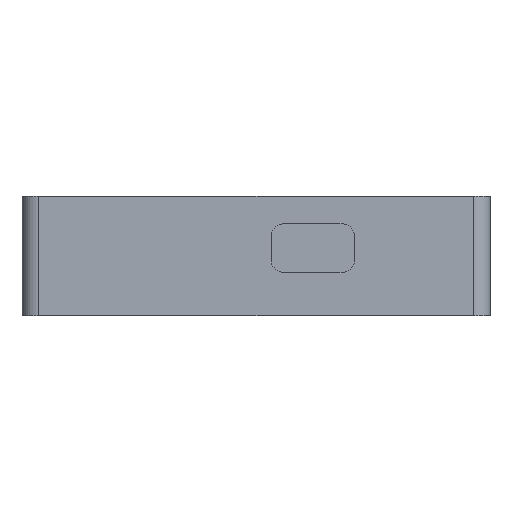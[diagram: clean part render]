
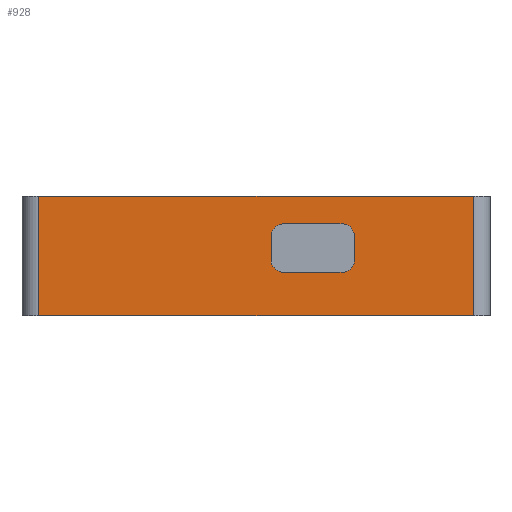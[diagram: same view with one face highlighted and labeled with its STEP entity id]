
A CAD part, left-side view. The second image highlights one B-rep face of the part: STEP entity #928.
In plain terms, the highlighted planar face has unit normal (-1, 0, 0).
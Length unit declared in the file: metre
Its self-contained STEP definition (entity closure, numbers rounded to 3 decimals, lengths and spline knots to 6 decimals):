
#36=CIRCLE('',#1004,0.0015);
#37=CIRCLE('',#1005,0.0015);
#38=CIRCLE('',#1006,0.0015);
#39=CIRCLE('',#1007,0.0015);
#123=ORIENTED_EDGE('',*,*,#382,.F.);
#124=ORIENTED_EDGE('',*,*,#383,.T.);
#125=ORIENTED_EDGE('',*,*,#384,.F.);
#126=ORIENTED_EDGE('',*,*,#385,.F.);
#127=ORIENTED_EDGE('',*,*,#386,.F.);
#128=ORIENTED_EDGE('',*,*,#387,.F.);
#129=ORIENTED_EDGE('',*,*,#388,.F.);
#130=ORIENTED_EDGE('',*,*,#389,.T.);
#131=ORIENTED_EDGE('',*,*,#335,.T.);
#132=ORIENTED_EDGE('',*,*,#390,.T.);
#133=ORIENTED_EDGE('',*,*,#391,.F.);
#134=ORIENTED_EDGE('',*,*,#392,.T.);
#335=EDGE_CURVE('',#471,#470,#557,.T.);
#382=EDGE_CURVE('',#508,#509,#36,.T.);
#383=EDGE_CURVE('',#508,#510,#595,.T.);
#384=EDGE_CURVE('',#511,#510,#37,.T.);
#385=EDGE_CURVE('',#512,#511,#596,.T.);
#386=EDGE_CURVE('',#513,#512,#38,.T.);
#387=EDGE_CURVE('',#514,#513,#597,.T.);
#388=EDGE_CURVE('',#515,#514,#39,.T.);
#389=EDGE_CURVE('',#515,#509,#598,.T.);
#390=EDGE_CURVE('',#470,#516,#599,.F.);
#391=EDGE_CURVE('',#517,#516,#600,.T.);
#392=EDGE_CURVE('',#517,#471,#601,.T.);
#470=VERTEX_POINT('',#1352);
#471=VERTEX_POINT('',#1354);
#508=VERTEX_POINT('',#1448);
#509=VERTEX_POINT('',#1449);
#510=VERTEX_POINT('',#1451);
#511=VERTEX_POINT('',#1453);
#512=VERTEX_POINT('',#1455);
#513=VERTEX_POINT('',#1457);
#514=VERTEX_POINT('',#1459);
#515=VERTEX_POINT('',#1461);
#516=VERTEX_POINT('',#1464);
#517=VERTEX_POINT('',#1466);
#557=LINE('',#1353,#668);
#595=LINE('',#1450,#706);
#596=LINE('',#1454,#707);
#597=LINE('',#1458,#708);
#598=LINE('',#1462,#709);
#599=LINE('',#1463,#710);
#600=LINE('',#1465,#711);
#601=LINE('',#1467,#712);
#668=VECTOR('',#1080,1.);
#706=VECTOR('',#1158,1.);
#707=VECTOR('',#1161,1.);
#708=VECTOR('',#1164,1.);
#709=VECTOR('',#1167,1.);
#710=VECTOR('',#1168,1.);
#711=VECTOR('',#1169,1.);
#712=VECTOR('',#1170,1.);
#779=EDGE_LOOP('',(#123,#124,#125,#126,#127,#128,#129,#130));
#780=EDGE_LOOP('',(#131,#132,#133,#134));
#836=FACE_BOUND('',#779,.T.);
#837=FACE_BOUND('',#780,.T.);
#890=PLANE('',#1003);
#928=ADVANCED_FACE('',(#836,#837),#890,.T.);
#1003=AXIS2_PLACEMENT_3D('',#1446,#1154,#1155);
#1004=AXIS2_PLACEMENT_3D('',#1447,#1156,#1157);
#1005=AXIS2_PLACEMENT_3D('',#1452,#1159,#1160);
#1006=AXIS2_PLACEMENT_3D('',#1456,#1162,#1163);
#1007=AXIS2_PLACEMENT_3D('',#1460,#1165,#1166);
#1080=DIRECTION('',(0.,-1.,0.));
#1154=DIRECTION('',(-1.,0.,0.));
#1155=DIRECTION('',(0.,-1.,0.));
#1156=DIRECTION('',(-1.,0.,0.));
#1157=DIRECTION('',(0.,0.,1.));
#1158=DIRECTION('',(0.,0.,-1.));
#1159=DIRECTION('',(-1.,0.,0.));
#1160=DIRECTION('',(0.,0.,1.));
#1161=DIRECTION('',(0.,-1.,0.));
#1162=DIRECTION('',(-1.,0.,0.));
#1163=DIRECTION('',(0.,0.,1.));
#1164=DIRECTION('',(0.,0.,-1.));
#1165=DIRECTION('',(-1.,0.,0.));
#1166=DIRECTION('',(0.,0.,1.));
#1167=DIRECTION('',(0.,-1.,0.));
#1168=DIRECTION('',(0.,0.,-1.));
#1169=DIRECTION('',(0.,-1.,0.));
#1170=DIRECTION('',(0.,0.,-1.));
#1352=CARTESIAN_POINT('',(-0.045,-0.02605,-0.004905));
#1353=CARTESIAN_POINT('',(-0.045,0.02305,-0.004905));
#1354=CARTESIAN_POINT('',(-0.045,0.02605,-0.004905));
#1446=CARTESIAN_POINT('',(-0.045,0.02305,-0.004905));
#1447=CARTESIAN_POINT('',(-0.045,-0.01031,0.0046));
#1448=CARTESIAN_POINT('',(-0.045,-0.01181,0.0046));
#1449=CARTESIAN_POINT('',(-0.045,-0.01031,0.0061));
#1450=CARTESIAN_POINT('',(-0.045,-0.01181,0.003198));
#1451=CARTESIAN_POINT('',(-0.045,-0.01181,0.001795));
#1452=CARTESIAN_POINT('',(-0.045,-0.01031,0.001795));
#1453=CARTESIAN_POINT('',(-0.045,-0.01031,0.000295));
#1454=CARTESIAN_POINT('',(-0.045,-0.00681,0.000295));
#1455=CARTESIAN_POINT('',(-0.045,-0.00331,0.000295));
#1456=CARTESIAN_POINT('',(-0.045,-0.00331,0.001795));
#1457=CARTESIAN_POINT('',(-0.045,-0.00181,0.001795));
#1458=CARTESIAN_POINT('',(-0.045,-0.00181,0.003198));
#1459=CARTESIAN_POINT('',(-0.045,-0.00181,0.0046));
#1460=CARTESIAN_POINT('',(-0.045,-0.00331,0.0046));
#1461=CARTESIAN_POINT('',(-0.045,-0.00331,0.0061));
#1462=CARTESIAN_POINT('',(-0.045,-0.00681,0.0061));
#1463=CARTESIAN_POINT('',(-0.045,-0.02605,0.0094));
#1464=CARTESIAN_POINT('',(-0.045,-0.02605,0.0094));
#1465=CARTESIAN_POINT('',(-0.045,0.011525,0.0094));
#1466=CARTESIAN_POINT('',(-0.045,0.02605,0.0094));
#1467=CARTESIAN_POINT('',(-0.045,0.02605,-0.004905));
